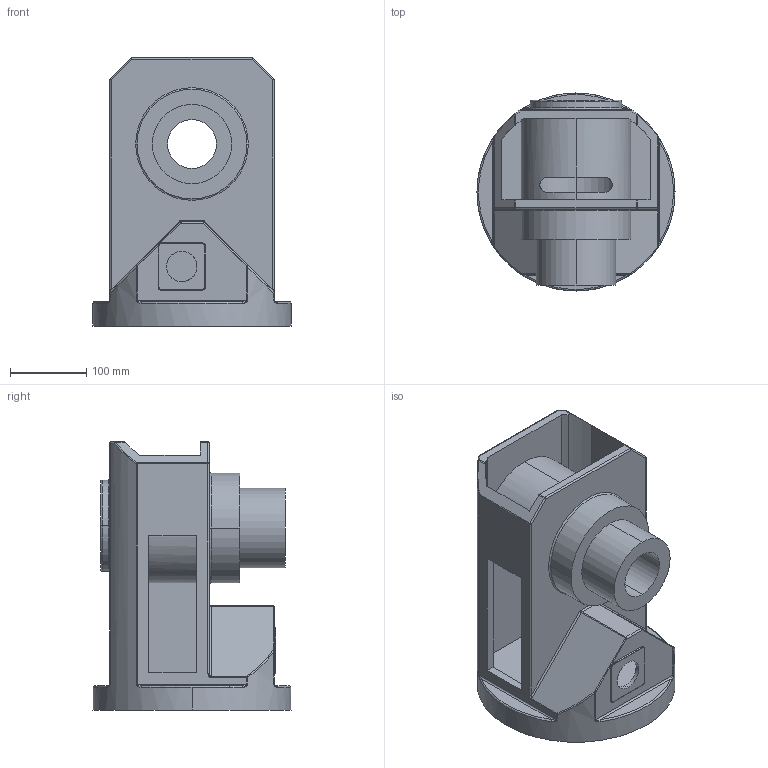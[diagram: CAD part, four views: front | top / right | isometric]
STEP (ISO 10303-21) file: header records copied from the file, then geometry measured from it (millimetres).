
FILE_DESCRIPTION (( 'STEP AP203' ), '1' );
FILE_NAME ('Khop_2_Default_sldprt.STEP', '2023-11-04T07:08:33', ( '' ), ( '' ), 'SwSTEP 2.0', 'SolidWorks 2020', '' );
FILE_SCHEMA (( 'CONFIG_CONTROL_DESIGN' ));
Length unit declared in the file: millimetre
Products named in the file (1): Khop_2_Default_sldprt
Bounding box: 260 x 260 x 352 mm (x, y, z)
Volume: 5585338.7 mm3; surface area: 667325.5 mm2
Topology: 1 solids, 1 shells, 170 faces, 418 edges, 242 vertices
Faces by surface type: cylinder 68, plane 46, bspline 24, torus 20, sphere 12
Entity records: 6237 total; most frequent: CARTESIAN_POINT 2313, DIRECTION 820, ORIENTED_EDGE 816, EDGE_CURVE 408, AXIS2_PLACEMENT_3D 327, VERTEX_POINT 242, EDGE_LOOP 182, CIRCLE 180
